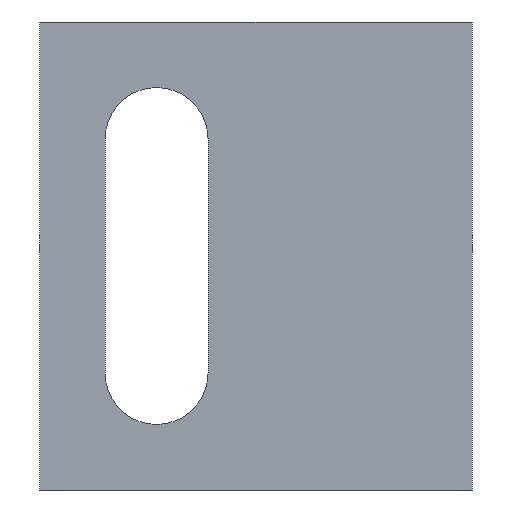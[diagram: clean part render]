
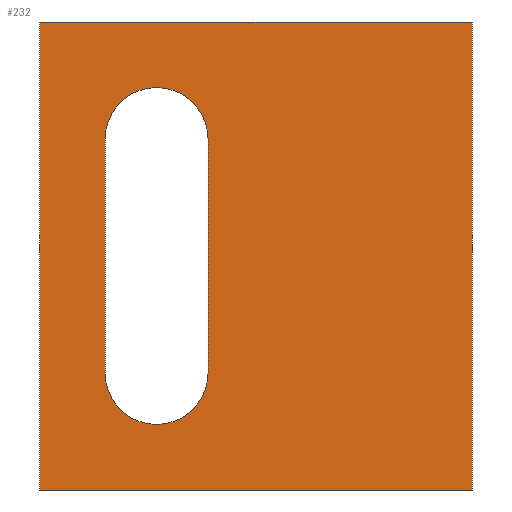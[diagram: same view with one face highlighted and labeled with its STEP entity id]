
A CAD part, front view. The second image highlights one B-rep face of the part: STEP entity #232.
In plain terms, the highlighted planar face has unit normal (0, -1, 0).
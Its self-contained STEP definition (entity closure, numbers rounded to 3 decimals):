
#19=FACE_BOUND('',#47,.T.);
#21=CIRCLE('',#254,2.2);
#23=CIRCLE('',#258,2.2);
#34=FACE_OUTER_BOUND('',#46,.T.);
#46=EDGE_LOOP('',(#185,#186,#187,#188));
#47=EDGE_LOOP('',(#189,#190,#191,#192));
#53=LINE('',#338,#79);
#58=LINE('',#352,#84);
#64=LINE('',#368,#90);
#71=LINE('',#381,#97);
#72=LINE('',#384,#98);
#73=LINE('',#385,#99);
#79=VECTOR('',#275,10.);
#84=VECTOR('',#288,10.);
#90=VECTOR('',#302,10.);
#97=VECTOR('',#313,10.);
#98=VECTOR('',#316,10.);
#99=VECTOR('',#317,10.);
#105=VERTEX_POINT('',#336);
#106=VERTEX_POINT('',#337);
#109=VERTEX_POINT('',#345);
#111=VERTEX_POINT('',#351);
#116=VERTEX_POINT('',#365);
#117=VERTEX_POINT('',#367);
#121=VERTEX_POINT('',#379);
#122=VERTEX_POINT('',#383);
#125=EDGE_CURVE('',#105,#106,#53,.T.);
#129=EDGE_CURVE('',#106,#109,#21,.T.);
#132=EDGE_CURVE('',#109,#111,#58,.T.);
#135=EDGE_CURVE('',#111,#105,#23,.T.);
#140=EDGE_CURVE('',#116,#117,#64,.T.);
#147=EDGE_CURVE('',#116,#121,#71,.T.);
#148=EDGE_CURVE('',#122,#121,#72,.T.);
#149=EDGE_CURVE('',#117,#122,#73,.T.);
#185=ORIENTED_EDGE('',*,*,#147,.T.);
#186=ORIENTED_EDGE('',*,*,#148,.F.);
#187=ORIENTED_EDGE('',*,*,#149,.F.);
#188=ORIENTED_EDGE('',*,*,#140,.F.);
#189=ORIENTED_EDGE('',*,*,#132,.T.);
#190=ORIENTED_EDGE('',*,*,#135,.T.);
#191=ORIENTED_EDGE('',*,*,#125,.T.);
#192=ORIENTED_EDGE('',*,*,#129,.T.);
#220=PLANE('',#263);
#232=ADVANCED_FACE('',(#34,#19),#220,.T.);
#254=AXIS2_PLACEMENT_3D('',#346,#281,#282);
#258=AXIS2_PLACEMENT_3D('',#357,#293,#294);
#263=AXIS2_PLACEMENT_3D('',#382,#314,#315);
#275=DIRECTION('',(0.,0.,-1.));
#281=DIRECTION('center_axis',(0.,1.,0.));
#282=DIRECTION('ref_axis',(1.,0.,0.));
#288=DIRECTION('',(0.,0.,1.));
#293=DIRECTION('center_axis',(0.,1.,0.));
#294=DIRECTION('ref_axis',(-1.,0.,0.));
#302=DIRECTION('',(-1.,0.,0.));
#313=DIRECTION('',(0.,0.,1.));
#314=DIRECTION('center_axis',(0.,-1.,0.));
#315=DIRECTION('ref_axis',(1.,0.,0.));
#316=DIRECTION('',(1.,0.,0.));
#317=DIRECTION('',(0.,0.,1.));
#336=CARTESIAN_POINT('',(7.2,0.,9.));
#337=CARTESIAN_POINT('',(7.2,0.,-1.));
#338=CARTESIAN_POINT('',(7.2,0.,-0.5));
#345=CARTESIAN_POINT('',(2.8,0.,-1.));
#346=CARTESIAN_POINT('Origin',(5.,0.,-1.));
#351=CARTESIAN_POINT('',(2.8,0.,9.));
#352=CARTESIAN_POINT('',(2.8,0.,4.5));
#357=CARTESIAN_POINT('Origin',(5.,0.,9.));
#365=CARTESIAN_POINT('',(18.5,0.,-6.));
#367=CARTESIAN_POINT('',(0.,0.,-6.));
#368=CARTESIAN_POINT('',(0.,0.,-6.));
#379=CARTESIAN_POINT('',(18.5,0.,14.));
#381=CARTESIAN_POINT('',(18.5,0.,0.));
#382=CARTESIAN_POINT('Origin',(0.,0.,0.));
#383=CARTESIAN_POINT('',(0.,0.,14.));
#384=CARTESIAN_POINT('',(0.,0.,14.));
#385=CARTESIAN_POINT('',(0.,0.,0.));
